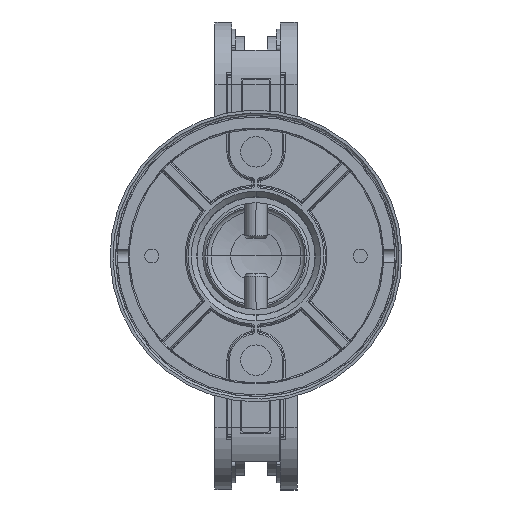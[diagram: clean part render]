
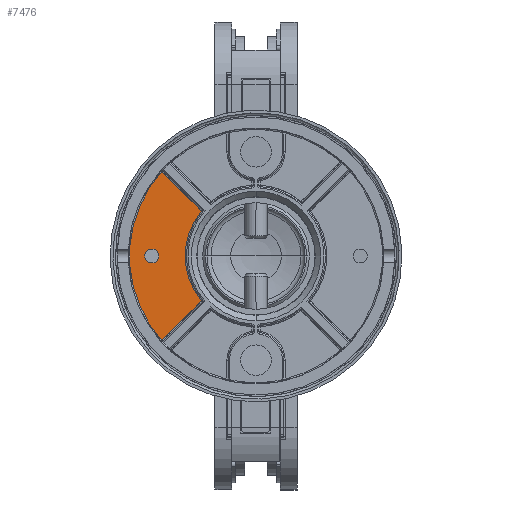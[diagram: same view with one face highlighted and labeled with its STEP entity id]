
A CAD part, front view. The second image highlights one B-rep face of the part: STEP entity #7476.
In plain terms, the highlighted planar face has unit normal (0, -1, 0).
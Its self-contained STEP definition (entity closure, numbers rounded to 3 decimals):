
#500 = ORIENTED_EDGE ( 'NONE', *, *, #3182, .T. ) ;
#1288 = DIRECTION ( 'NONE',  ( 0., 1., 0. ) ) ;
#1545 = VECTOR ( 'NONE', #24171, 1000. ) ;
#1579 = EDGE_CURVE ( 'NONE', #11990, #18771, #7602, .T. ) ;
#1801 = VERTEX_POINT ( 'NONE', #11814 ) ;
#2253 = LINE ( 'NONE', #25199, #24700 ) ;
#3182 = EDGE_CURVE ( 'NONE', #1801, #10975, #2253, .T. ) ;
#3660 = ORIENTED_EDGE ( 'NONE', *, *, #11059, .F. ) ;
#3999 = ORIENTED_EDGE ( 'NONE', *, *, #1579, .T. ) ;
#4584 = AXIS2_PLACEMENT_3D ( 'NONE', #20686, #9419, #20865 ) ;
#4855 = EDGE_LOOP ( 'NONE', ( #20749, #500, #28153, #3999 ) ) ;
#5173 = EDGE_CURVE ( 'NONE', #7177, #25816, #23813, .T. ) ;
#6176 = CARTESIAN_POINT ( 'NONE',  ( -37.5, 5., 2.5 ) ) ;
#6693 = CARTESIAN_POINT ( 'NONE',  ( -37.5, 5., 0. ) ) ;
#6900 = CARTESIAN_POINT ( 'NONE',  ( -37.5, 5., 0. ) ) ;
#7177 = VERTEX_POINT ( 'NONE', #20460 ) ;
#7476 = ADVANCED_FACE ( 'NONE', ( #25636, #21715 ), #14727, .T. ) ;
#7602 = LINE ( 'NONE', #8234, #1545 ) ;
#8234 = CARTESIAN_POINT ( 'NONE',  ( -1.767, 5., -1.767 ) ) ;
#8301 = AXIS2_PLACEMENT_3D ( 'NONE', #6900, #22448, #27265 ) ;
#9191 = DIRECTION ( 'NONE',  ( 0., 0., -1. ) ) ;
#9369 = EDGE_LOOP ( 'NONE', ( #27970, #3660 ) ) ;
#9419 = DIRECTION ( 'NONE',  ( 0., -1., 0. ) ) ;
#10617 = EDGE_CURVE ( 'NONE', #18771, #1801, #28205, .T. ) ;
#10975 = VERTEX_POINT ( 'NONE', #24432 ) ;
#11059 = EDGE_CURVE ( 'NONE', #25816, #7177, #16750, .T. ) ;
#11814 = CARTESIAN_POINT ( 'NONE',  ( -33.898, 5., -30.351 ) ) ;
#11990 = VERTEX_POINT ( 'NONE', #21200 ) ;
#12083 = EDGE_CURVE ( 'NONE', #10975, #11990, #20989, .T. ) ;
#12164 = DIRECTION ( 'NONE',  ( 0., -1., 0. ) ) ;
#12741 = DIRECTION ( 'NONE',  ( 0., 0., -1. ) ) ;
#13001 = AXIS2_PLACEMENT_3D ( 'NONE', #6693, #29557, #9191 ) ;
#14727 = PLANE ( 'NONE',  #18486 ) ;
#16026 = DIRECTION ( 'NONE',  ( 0.707, 0., 0.707 ) ) ;
#16750 = CIRCLE ( 'NONE', #13001, 2.5 ) ;
#18486 = AXIS2_PLACEMENT_3D ( 'NONE', #28238, #12164, #25820 ) ;
#18771 = VERTEX_POINT ( 'NONE', #22493 ) ;
#20460 = CARTESIAN_POINT ( 'NONE',  ( -37.5, 5., -2.5 ) ) ;
#20686 = CARTESIAN_POINT ( 'NONE',  ( 0., 5., 0. ) ) ;
#20749 = ORIENTED_EDGE ( 'NONE', *, *, #10617, .T. ) ;
#20865 = DIRECTION ( 'NONE',  ( 0., 0., -1. ) ) ;
#20989 = CIRCLE ( 'NONE', #27189, 25.5 ) ;
#21200 = CARTESIAN_POINT ( 'NONE',  ( -19.709, 5., 16.18 ) ) ;
#21715 = FACE_OUTER_BOUND ( 'NONE', #4855, .T. ) ;
#22448 = DIRECTION ( 'NONE',  ( 0., -1., 0. ) ) ;
#22493 = CARTESIAN_POINT ( 'NONE',  ( -33.887, 5., 30.363 ) ) ;
#23813 = CIRCLE ( 'NONE', #8301, 2.5 ) ;
#23991 = CARTESIAN_POINT ( 'NONE',  ( 0., 5., 0. ) ) ;
#24171 = DIRECTION ( 'NONE',  ( -0.707, 0., 0.707 ) ) ;
#24432 = CARTESIAN_POINT ( 'NONE',  ( -19.715, 5., -16.173 ) ) ;
#24700 = VECTOR ( 'NONE', #16026, 1000. ) ;
#25199 = CARTESIAN_POINT ( 'NONE',  ( -19.392, 5., -15.85 ) ) ;
#25636 = FACE_BOUND ( 'NONE', #9369, .T. ) ;
#25816 = VERTEX_POINT ( 'NONE', #6176 ) ;
#25820 = DIRECTION ( 'NONE',  ( 0., 0., -1. ) ) ;
#27189 = AXIS2_PLACEMENT_3D ( 'NONE', #23991, #1288, #12741 ) ;
#27265 = DIRECTION ( 'NONE',  ( 0., 0., -1. ) ) ;
#27970 = ORIENTED_EDGE ( 'NONE', *, *, #5173, .F. ) ;
#28153 = ORIENTED_EDGE ( 'NONE', *, *, #12083, .T. ) ;
#28205 = CIRCLE ( 'NONE', #4584, 45.5 ) ;
#28238 = CARTESIAN_POINT ( 'NONE',  ( 0., 5., 0. ) ) ;
#29557 = DIRECTION ( 'NONE',  ( 0., -1., 0. ) ) ;
